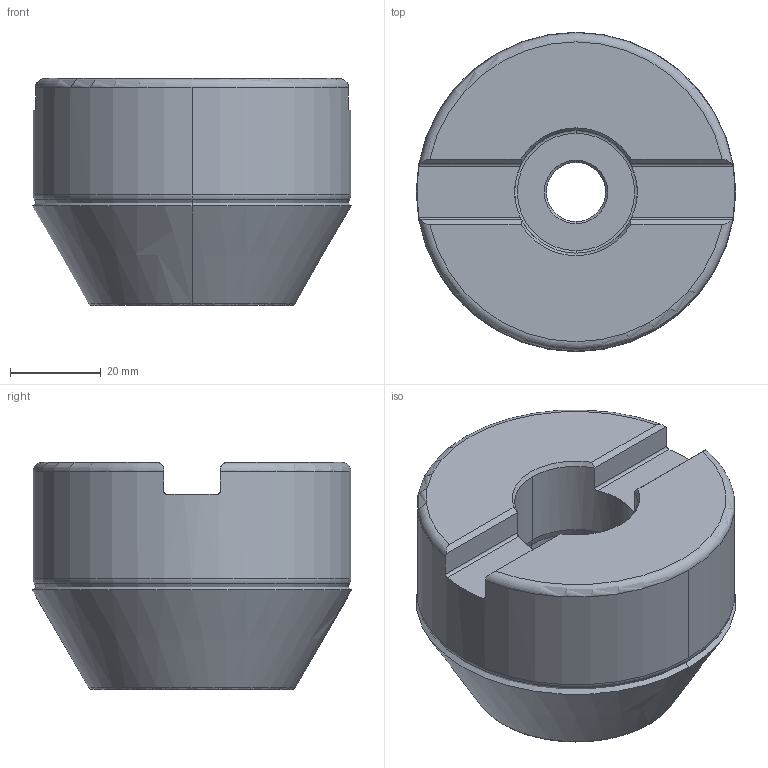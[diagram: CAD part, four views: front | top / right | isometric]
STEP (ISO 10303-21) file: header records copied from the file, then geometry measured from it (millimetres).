
FILE_DESCRIPTION((''),'2;1');
FILE_NAME('15M1H045050F2R00','2015-11-14T',('tewess'),(''),'PRO/ENGINEER BY PARAMETRIC TECHNOLOGY CORPORATION, 2011490','PRO/ENGINEER BY PARAMETRIC TECHNOLOGY CORPORATION, 2011490','');
FILE_SCHEMA(('AUTOMOTIVE_DESIGN { 1 2 10303 214 0 1 1 1 }'));
Length unit declared in the file: millimetre
Products named in the file (3): NOCUT; CUT; 15M1H045050F2R00
Assembly tree (2 placements, depth 2):
  15M1H045050F2R00
    NOCUT
    CUT
Bounding box: 70.33 x 70.33 x 49.99 mm (x, y, z)
Volume: 173405.8 mm3; surface area: 29796.1 mm2
Topology: 2 solids, 2 shells, 68 faces, 155 edges, 92 vertices
Faces by surface type: plane 16, torus 14, cylinder 14, cone 12, revolution 12
Entity records: 3399 total; most frequent: CARTESIAN_POINT 1191, DIRECTION 347, ORIENTED_EDGE 308, PRESENTATION_STYLE_ASSIGNMENT 161, STYLED_ITEM 161, CURVE_STYLE 159, EDGE_CURVE 154, AXIS2_PLACEMENT_3D 145
